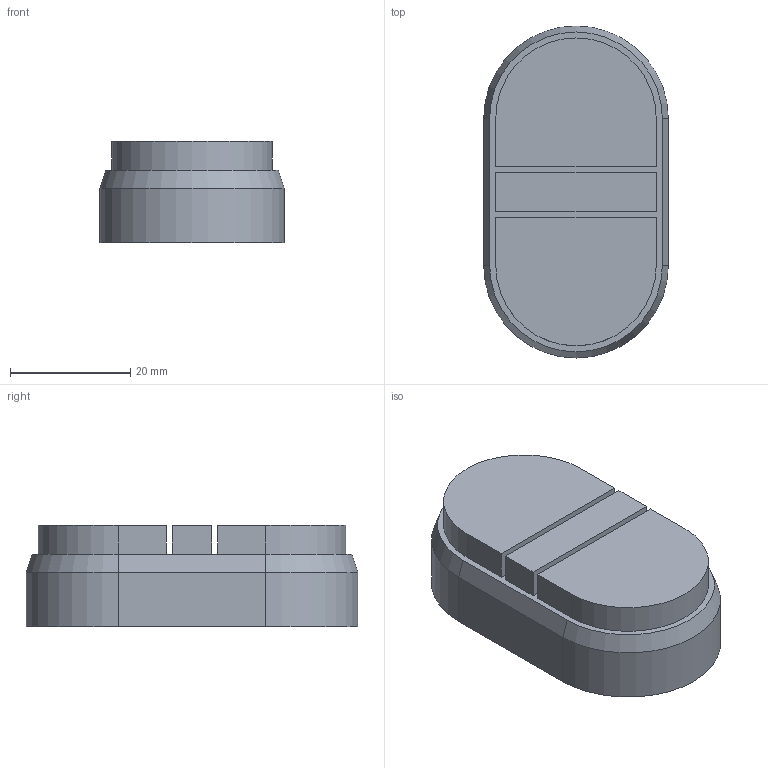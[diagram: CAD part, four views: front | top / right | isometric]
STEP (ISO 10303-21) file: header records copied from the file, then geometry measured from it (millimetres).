
FILE_DESCRIPTION((''),'2;1');
FILE_NAME('3d_LPXAU157.stp','2012-10-03T09:49:36',(''),(''),'Mechanical Desktop 2011','Mechanical Desktop 2011',', , ');
FILE_SCHEMA(('CONFIG_CONTROL_DESIGN'));
Length unit declared in the file: millimetre
Products named in the file (1): Product
Bounding box: 30.7 x 55.2 x 16.8 mm (x, y, z)
Volume: 23264.7 mm3; surface area: 5732.8 mm2
Topology: 1 solids, 1 shells, 25 faces, 56 edges, 36 vertices
Faces by surface type: plane 19, cylinder 4, cone 2
Entity records: 783 total; most frequent: CARTESIAN_POINT 118, DIRECTION 118, ORIENTED_EDGE 112, EDGE_CURVE 56, VECTOR 46, LINE 46, AXIS2_PLACEMENT_3D 36, VERTEX_POINT 36
